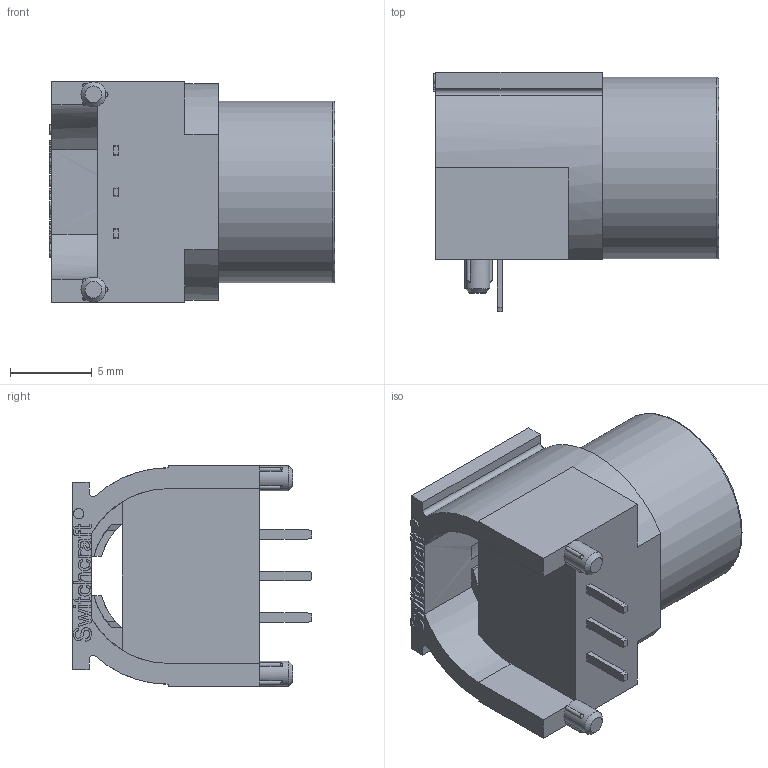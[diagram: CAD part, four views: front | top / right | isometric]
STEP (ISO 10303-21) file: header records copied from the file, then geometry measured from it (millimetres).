
FILE_DESCRIPTION(/* description */ (''),/* implementation_level */ '2;1');
FILE_NAME(/* name */ 'TRAPC3MS1X.step',/* time_stamp */ '2020-04-02T23:25:39-07:00',/* author */ (''),/* organization */ (''),/* preprocessor_version */ 'ST-DEVELOPER v18',/* originating_system */ 'Autodesk Translation Framework v8.12.0.6',/* authorisation */ '');
FILE_SCHEMA (('AUTOMOTIVE_DESIGN { 1 0 10303 214 3 1 1 }'));
Length unit declared in the file: inch
Products named in the file (1): TRAPC3M1X
Bounding box: 17.42 x 14.61 x 13.46 mm (x, y, z)
Volume: 1263.1 mm3; surface area: 1505.5 mm2
Topology: 1 solids, 1 shells, 277 faces, 765 edges, 511 vertices
Faces by surface type: plane 163, bspline 75, cylinder 23, cone 12, sphere 3, torus 1
Full cylindrical faces by diameter (mm): 0.635 x1, 1.016 x3, 1.524 x2, 11.1 x1
Entity records: 12248 total; most frequent: CARTESIAN_POINT 5551, ORIENTED_EDGE 1530, DIRECTION 1117, EDGE_CURVE 765, VERTEX_POINT 511, LINE 507, VECTOR 507, AXIS2_PLACEMENT_3D 305
